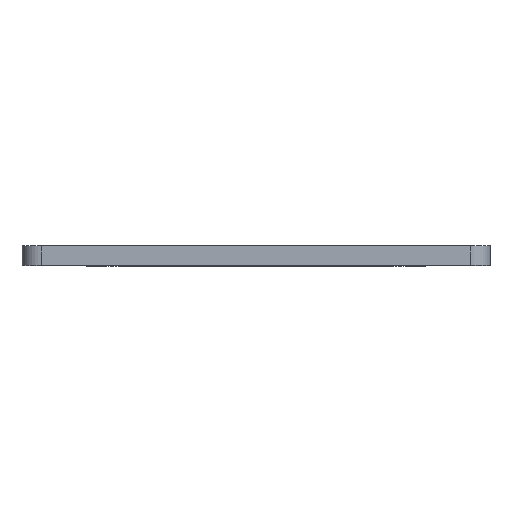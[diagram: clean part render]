
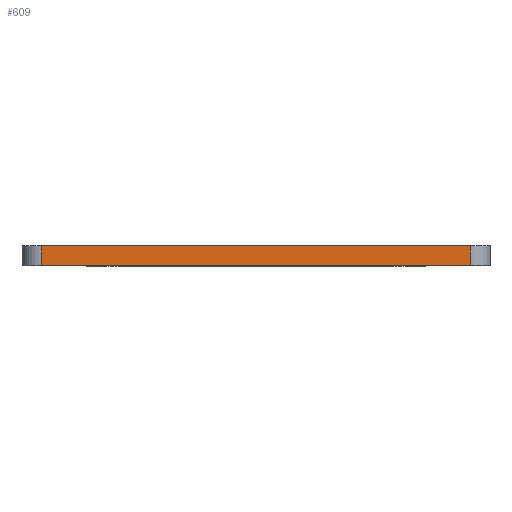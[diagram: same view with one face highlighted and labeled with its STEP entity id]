
A CAD part, top view. The second image highlights one B-rep face of the part: STEP entity #609.
In plain terms, the highlighted planar face has unit normal (0, 0, 1).
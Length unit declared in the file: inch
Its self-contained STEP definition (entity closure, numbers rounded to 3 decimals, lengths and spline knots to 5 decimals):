
#9 = CARTESIAN_POINT ( 'NONE',  ( 0.125, 0.125, 0. ) ) ;
#10 = DIRECTION ( 'NONE',  ( 0., 1., 0. ) ) ;
#40 = VERTEX_POINT ( 'NONE', #666 ) ;
#52 = LINE ( 'NONE', #9, #381 ) ;
#66 = DIRECTION ( 'NONE',  ( -1., 0., 0. ) ) ;
#69 = CARTESIAN_POINT ( 'NONE',  ( 0.125, 0.125, 0. ) ) ;
#106 = PLANE ( 'NONE',  #184 ) ;
#112 = LINE ( 'NONE', #341, #245 ) ;
#125 = EDGE_CURVE ( 'NONE', #613, #40, #500, .T. ) ;
#139 = EDGE_CURVE ( 'NONE', #422, #656, #52, .T. ) ;
#184 = AXIS2_PLACEMENT_3D ( 'NONE', #328, #594, #66 ) ;
#229 = ORIENTED_EDGE ( 'NONE', *, *, #737, .F. ) ;
#236 = LINE ( 'NONE', #485, #757 ) ;
#245 = VECTOR ( 'NONE', #606, 39.37008 ) ;
#260 = ORIENTED_EDGE ( 'NONE', *, *, #139, .T. ) ;
#275 = ORIENTED_EDGE ( 'NONE', *, *, #661, .T. ) ;
#278 = CARTESIAN_POINT ( 'NONE',  ( 2.875, 0., 0. ) ) ;
#290 = ORIENTED_EDGE ( 'NONE', *, *, #125, .T. ) ;
#328 = CARTESIAN_POINT ( 'NONE',  ( 0., 0.125, 0. ) ) ;
#341 = CARTESIAN_POINT ( 'NONE',  ( 0., 0., 0. ) ) ;
#381 = VECTOR ( 'NONE', #461, 39.37008 ) ;
#422 = VERTEX_POINT ( 'NONE', #69 ) ;
#449 = VECTOR ( 'NONE', #10, 39.37008 ) ;
#461 = DIRECTION ( 'NONE',  ( 0., -1., 0. ) ) ;
#485 = CARTESIAN_POINT ( 'NONE',  ( 0., 0.125, 0. ) ) ;
#488 = EDGE_LOOP ( 'NONE', ( #229, #260, #275, #290 ) ) ;
#500 = LINE ( 'NONE', #543, #449 ) ;
#543 = CARTESIAN_POINT ( 'NONE',  ( 2.875, 0.125, 0. ) ) ;
#594 = DIRECTION ( 'NONE',  ( 0., 0., -1. ) ) ;
#606 = DIRECTION ( 'NONE',  ( 1., 0., 0. ) ) ;
#609 = ADVANCED_FACE ( 'NONE', ( #679 ), #106, .F. ) ;
#613 = VERTEX_POINT ( 'NONE', #278 ) ;
#656 = VERTEX_POINT ( 'NONE', #691 ) ;
#661 = EDGE_CURVE ( 'NONE', #656, #613, #112, .T. ) ;
#666 = CARTESIAN_POINT ( 'NONE',  ( 2.875, 0.125, 0. ) ) ;
#679 = FACE_OUTER_BOUND ( 'NONE', #488, .T. ) ;
#691 = CARTESIAN_POINT ( 'NONE',  ( 0.125, 0., 0. ) ) ;
#737 = EDGE_CURVE ( 'NONE', #422, #40, #236, .T. ) ;
#746 = DIRECTION ( 'NONE',  ( 1., 0., 0. ) ) ;
#757 = VECTOR ( 'NONE', #746, 39.37008 ) ;
